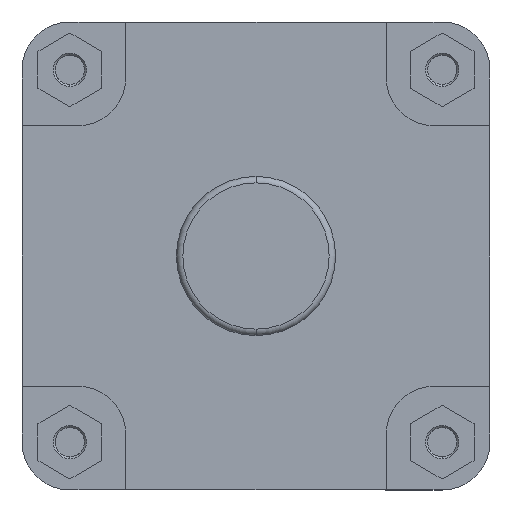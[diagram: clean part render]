
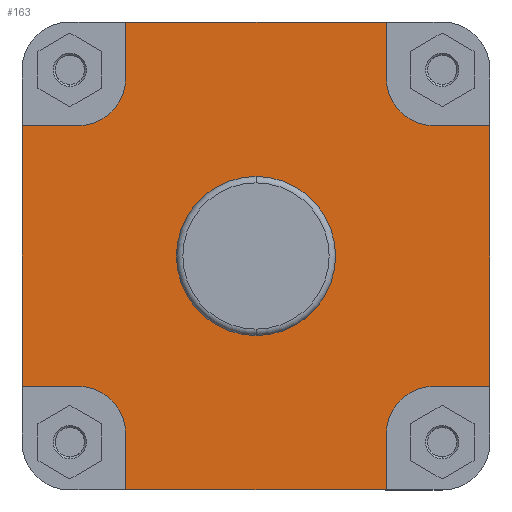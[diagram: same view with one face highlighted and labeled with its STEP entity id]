
A CAD part, left-side view. The second image highlights one B-rep face of the part: STEP entity #163.
In plain terms, the highlighted planar face has unit normal (-1, 0, 0).
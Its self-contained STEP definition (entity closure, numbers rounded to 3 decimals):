
#163 = ADVANCED_FACE ( 'NONE', ( #3502, #3500 ), #1374, .F. ) ;
#769 = VERTEX_POINT ( 'NONE', #5303 ) ;
#776 = VERTEX_POINT ( 'NONE', #5310 ) ;
#778 = VERTEX_POINT ( 'NONE', #5312 ) ;
#785 = VERTEX_POINT ( 'NONE', #5319 ) ;
#787 = VERTEX_POINT ( 'NONE', #5321 ) ;
#788 = VERTEX_POINT ( 'NONE', #5322 ) ;
#789 = VERTEX_POINT ( 'NONE', #5323 ) ;
#817 = VERTEX_POINT ( 'NONE', #5351 ) ;
#820 = VERTEX_POINT ( 'NONE', #5354 ) ;
#828 = VERTEX_POINT ( 'NONE', #5362 ) ;
#830 = VERTEX_POINT ( 'NONE', #5364 ) ;
#833 = VERTEX_POINT ( 'NONE', #5367 ) ;
#834 = VERTEX_POINT ( 'NONE', #5368 ) ;
#847 = VERTEX_POINT ( 'NONE', #5381 ) ;
#857 = VERTEX_POINT ( 'NONE', #5391 ) ;
#868 = VERTEX_POINT ( 'NONE', #5402 ) ;
#874 = VERTEX_POINT ( 'NONE', #5408 ) ;
#876 = VERTEX_POINT ( 'NONE', #5410 ) ;
#1365 = CARTESIAN_POINT ( 'NONE',  ( 65., 37.4, 0. ) ) ;
#1374 = PLANE ( 'NONE',  #4661 ) ;
#1375 = DIRECTION ( 'NONE',  ( 1., 0., 0. ) ) ;
#1376 = DIRECTION ( 'NONE',  ( 0., 0., -1. ) ) ;
#1947 = VECTOR ( 'NONE', #2361, 1000. ) ;
#1952 = LINE ( 'NONE', #2360, #1947 ) ;
#1955 = LINE ( 'NONE', #2364, #1956 ) ;
#1956 = VECTOR ( 'NONE', #2365, 1000. ) ;
#1958 = LINE ( 'NONE', #2357, #1962 ) ;
#1959 = CIRCLE ( 'NONE', #4876, 22.5 ) ;
#1960 = LINE ( 'NONE', #2367, #1961 ) ;
#1961 = VECTOR ( 'NONE', #2368, 1000. ) ;
#1962 = VECTOR ( 'NONE', #2370, 1000. ) ;
#1964 = LINE ( 'NONE', #2371, #1965 ) ;
#1965 = VECTOR ( 'NONE', #2372, 1000. ) ;
#1966 = LINE ( 'NONE', #2373, #1967 ) ;
#1967 = VECTOR ( 'NONE', #2374, 1000. ) ;
#1969 = CIRCLE ( 'NONE', #4877, 22.5 ) ;
#1990 = CIRCLE ( 'NONE', #4887, 37.4 ) ;
#2079 = CIRCLE ( 'NONE', #4898, 37.4 ) ;
#2181 = LINE ( 'NONE', #2719, #2198 ) ;
#2185 = LINE ( 'NONE', #2705, #2186 ) ;
#2186 = VECTOR ( 'NONE', #2706, 1000. ) ;
#2187 = LINE ( 'NONE', #2707, #2188 ) ;
#2188 = VECTOR ( 'NONE', #2708, 1000. ) ;
#2191 = CIRCLE ( 'NONE', #4930, 22.5 ) ;
#2194 = LINE ( 'NONE', #2712, #2196 ) ;
#2195 = CIRCLE ( 'NONE', #4934, 22.5 ) ;
#2196 = VECTOR ( 'NONE', #2721, 1000. ) ;
#2198 = VECTOR ( 'NONE', #2723, 1000. ) ;
#2200 = LINE ( 'NONE', #2724, #2201 ) ;
#2201 = VECTOR ( 'NONE', #2725, 1000. ) ;
#2202 = LINE ( 'NONE', #2726, #2203 ) ;
#2203 = VECTOR ( 'NONE', #2727, 1000. ) ;
#2353 = CARTESIAN_POINT ( 'NONE',  ( 65., -83.75, 83.75 ) ) ;
#2357 = CARTESIAN_POINT ( 'NONE',  ( 65., -61.25, -83.75 ) ) ;
#2360 = CARTESIAN_POINT ( 'NONE',  ( 65., -61.25, 110. ) ) ;
#2361 = DIRECTION ( 'NONE',  ( 0., 0., -1. ) ) ;
#2362 = DIRECTION ( 'NONE',  ( -1., 0., 0. ) ) ;
#2363 = DIRECTION ( 'NONE',  ( 0., 0., -1. ) ) ;
#2364 = CARTESIAN_POINT ( 'NONE',  ( 65., -83.75, 61.25 ) ) ;
#2365 = DIRECTION ( 'NONE',  ( 0., -1., 0. ) ) ;
#2367 = CARTESIAN_POINT ( 'NONE',  ( 65., -110., 0. ) ) ;
#2368 = DIRECTION ( 'NONE',  ( 0., 0., 1. ) ) ;
#2369 = CARTESIAN_POINT ( 'NONE',  ( 65., -83.75, -83.75 ) ) ;
#2370 = DIRECTION ( 'NONE',  ( 0., 0., -1. ) ) ;
#2371 = CARTESIAN_POINT ( 'NONE',  ( 65., -242.141, -110. ) ) ;
#2372 = DIRECTION ( 'NONE',  ( 0., -1., 0. ) ) ;
#2373 = CARTESIAN_POINT ( 'NONE',  ( 65., -110., -61.25 ) ) ;
#2374 = DIRECTION ( 'NONE',  ( 0., 1., 0. ) ) ;
#2376 = DIRECTION ( 'NONE',  ( -1., 0., 0. ) ) ;
#2377 = DIRECTION ( 'NONE',  ( 0., 0., -1. ) ) ;
#2418 = CARTESIAN_POINT ( 'NONE',  ( 65., 0., 0. ) ) ;
#2420 = DIRECTION ( 'NONE',  ( -1., 0., 0. ) ) ;
#2421 = DIRECTION ( 'NONE',  ( 0., 0., 1. ) ) ;
#2520 = CARTESIAN_POINT ( 'NONE',  ( 65., 0., 0. ) ) ;
#2528 = DIRECTION ( 'NONE',  ( -1., 0., 0. ) ) ;
#2529 = DIRECTION ( 'NONE',  ( 0., 0., 1. ) ) ;
#2693 = CARTESIAN_POINT ( 'NONE',  ( 65., 83.75, 83.75 ) ) ;
#2705 = CARTESIAN_POINT ( 'NONE',  ( 65., 83.75, -61.25 ) ) ;
#2706 = DIRECTION ( 'NONE',  ( 0., 1., 0. ) ) ;
#2707 = CARTESIAN_POINT ( 'NONE',  ( 65., 110., 0. ) ) ;
#2708 = DIRECTION ( 'NONE',  ( 0., 0., 1. ) ) ;
#2709 = CARTESIAN_POINT ( 'NONE',  ( 65., 83.75, -83.75 ) ) ;
#2710 = DIRECTION ( 'NONE',  ( -1., 0., 0. ) ) ;
#2711 = DIRECTION ( 'NONE',  ( 0., 0., -1. ) ) ;
#2712 = CARTESIAN_POINT ( 'NONE',  ( 65., 61.25, -110. ) ) ;
#2715 = DIRECTION ( 'NONE',  ( -1., 0., 0. ) ) ;
#2716 = DIRECTION ( 'NONE',  ( 0., 0., -1. ) ) ;
#2719 = CARTESIAN_POINT ( 'NONE',  ( 65., 61.25, 83.75 ) ) ;
#2721 = DIRECTION ( 'NONE',  ( 0., 0., 1. ) ) ;
#2723 = DIRECTION ( 'NONE',  ( 0., 0., 1. ) ) ;
#2724 = CARTESIAN_POINT ( 'NONE',  ( 65., 110., 61.25 ) ) ;
#2725 = DIRECTION ( 'NONE',  ( 0., -1., 0. ) ) ;
#2726 = CARTESIAN_POINT ( 'NONE',  ( 65., -242.141, 110. ) ) ;
#2727 = DIRECTION ( 'NONE',  ( 0., -1., 0. ) ) ;
#3016 = EDGE_LOOP ( 'NONE', ( #7073, #6998 ) ) ;
#3035 = EDGE_LOOP ( 'NONE', ( #6986, #7022, #6987, #7000, #7056, #7099, #6995, #6981, #7085, #7034, #7012, #6991, #6992, #7071, #7076, #7081 ) ) ;
#3500 = FACE_OUTER_BOUND ( 'NONE', #3035, .T. ) ;
#3502 = FACE_BOUND ( 'NONE', #3016, .T. ) ;
#4357 = EDGE_CURVE ( 'NONE', #778, #769, #1952, .T. ) ;
#4358 = EDGE_CURVE ( 'NONE', #769, #874, #1959, .T. ) ;
#4359 = EDGE_CURVE ( 'NONE', #874, #828, #1955, .T. ) ;
#4360 = EDGE_CURVE ( 'NONE', #834, #828, #1960, .T. ) ;
#4361 = EDGE_CURVE ( 'NONE', #776, #787, #1958, .T. ) ;
#4362 = EDGE_CURVE ( 'NONE', #820, #787, #1964, .T. ) ;
#4363 = EDGE_CURVE ( 'NONE', #834, #857, #1966, .T. ) ;
#4364 = EDGE_CURVE ( 'NONE', #857, #776, #1969, .T. ) ;
#4380 = EDGE_CURVE ( 'NONE', #847, #788, #1990, .T. ) ;
#4429 = EDGE_CURVE ( 'NONE', #788, #847, #2079, .T. ) ;
#4501 = EDGE_CURVE ( 'NONE', #785, #868, #2185, .T. ) ;
#4502 = EDGE_CURVE ( 'NONE', #868, #876, #2187, .T. ) ;
#4503 = EDGE_CURVE ( 'NONE', #789, #817, #2191, .T. ) ;
#4505 = EDGE_CURVE ( 'NONE', #833, #785, #2195, .T. ) ;
#4507 = EDGE_CURVE ( 'NONE', #820, #833, #2194, .T. ) ;
#4508 = EDGE_CURVE ( 'NONE', #817, #830, #2181, .T. ) ;
#4509 = EDGE_CURVE ( 'NONE', #876, #789, #2200, .T. ) ;
#4510 = EDGE_CURVE ( 'NONE', #830, #778, #2202, .T. ) ;
#4661 = AXIS2_PLACEMENT_3D ( 'NONE', #1365, #1375, #1376 ) ;
#4876 = AXIS2_PLACEMENT_3D ( 'NONE', #2353, #2362, #2363 ) ;
#4877 = AXIS2_PLACEMENT_3D ( 'NONE', #2369, #2376, #2377 ) ;
#4887 = AXIS2_PLACEMENT_3D ( 'NONE', #2418, #2420, #2421 ) ;
#4898 = AXIS2_PLACEMENT_3D ( 'NONE', #2520, #2528, #2529 ) ;
#4930 = AXIS2_PLACEMENT_3D ( 'NONE', #2693, #2710, #2711 ) ;
#4934 = AXIS2_PLACEMENT_3D ( 'NONE', #2709, #2715, #2716 ) ;
#5303 = CARTESIAN_POINT ( 'NONE',  ( 65., -61.25, 83.75 ) ) ;
#5310 = CARTESIAN_POINT ( 'NONE',  ( 65., -61.25, -83.75 ) ) ;
#5312 = CARTESIAN_POINT ( 'NONE',  ( 65., -61.25, 110. ) ) ;
#5319 = CARTESIAN_POINT ( 'NONE',  ( 65., 83.75, -61.25 ) ) ;
#5321 = CARTESIAN_POINT ( 'NONE',  ( 65., -61.25, -110. ) ) ;
#5322 = CARTESIAN_POINT ( 'NONE',  ( 65., 0., 37.4 ) ) ;
#5323 = CARTESIAN_POINT ( 'NONE',  ( 65., 83.75, 61.25 ) ) ;
#5351 = CARTESIAN_POINT ( 'NONE',  ( 65., 61.25, 83.75 ) ) ;
#5354 = CARTESIAN_POINT ( 'NONE',  ( 65., 61.25, -110. ) ) ;
#5362 = CARTESIAN_POINT ( 'NONE',  ( 65., -110., 61.25 ) ) ;
#5364 = CARTESIAN_POINT ( 'NONE',  ( 65., 61.25, 110. ) ) ;
#5367 = CARTESIAN_POINT ( 'NONE',  ( 65., 61.25, -83.75 ) ) ;
#5368 = CARTESIAN_POINT ( 'NONE',  ( 65., -110., -61.25 ) ) ;
#5381 = CARTESIAN_POINT ( 'NONE',  ( 65., 0., -37.4 ) ) ;
#5391 = CARTESIAN_POINT ( 'NONE',  ( 65., -83.75, -61.25 ) ) ;
#5402 = CARTESIAN_POINT ( 'NONE',  ( 65., 110., -61.25 ) ) ;
#5408 = CARTESIAN_POINT ( 'NONE',  ( 65., -83.75, 61.25 ) ) ;
#5410 = CARTESIAN_POINT ( 'NONE',  ( 65., 110., 61.25 ) ) ;
#6981 = ORIENTED_EDGE ( 'NONE', *, *, #4357, .F. ) ;
#6986 = ORIENTED_EDGE ( 'NONE', *, *, #4362, .T. ) ;
#6987 = ORIENTED_EDGE ( 'NONE', *, *, #4364, .F. ) ;
#6991 = ORIENTED_EDGE ( 'NONE', *, *, #4509, .F. ) ;
#6992 = ORIENTED_EDGE ( 'NONE', *, *, #4502, .F. ) ;
#6995 = ORIENTED_EDGE ( 'NONE', *, *, #4358, .F. ) ;
#6998 = ORIENTED_EDGE ( 'NONE', *, *, #4380, .F. ) ;
#7000 = ORIENTED_EDGE ( 'NONE', *, *, #4363, .F. ) ;
#7012 = ORIENTED_EDGE ( 'NONE', *, *, #4503, .F. ) ;
#7022 = ORIENTED_EDGE ( 'NONE', *, *, #4361, .F. ) ;
#7034 = ORIENTED_EDGE ( 'NONE', *, *, #4508, .F. ) ;
#7056 = ORIENTED_EDGE ( 'NONE', *, *, #4360, .T. ) ;
#7071 = ORIENTED_EDGE ( 'NONE', *, *, #4501, .F. ) ;
#7073 = ORIENTED_EDGE ( 'NONE', *, *, #4429, .F. ) ;
#7076 = ORIENTED_EDGE ( 'NONE', *, *, #4505, .F. ) ;
#7081 = ORIENTED_EDGE ( 'NONE', *, *, #4507, .F. ) ;
#7085 = ORIENTED_EDGE ( 'NONE', *, *, #4510, .F. ) ;
#7099 = ORIENTED_EDGE ( 'NONE', *, *, #4359, .F. ) ;
